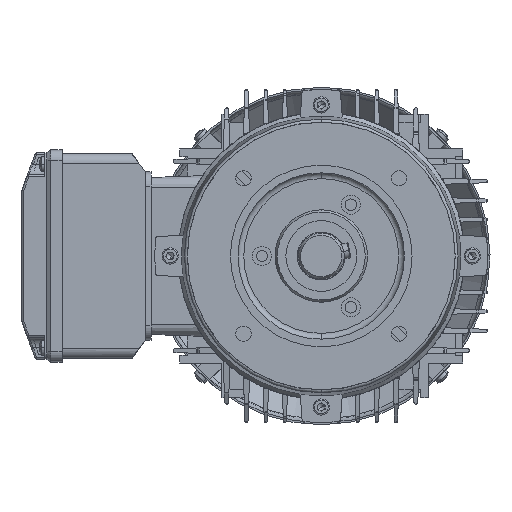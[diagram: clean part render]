
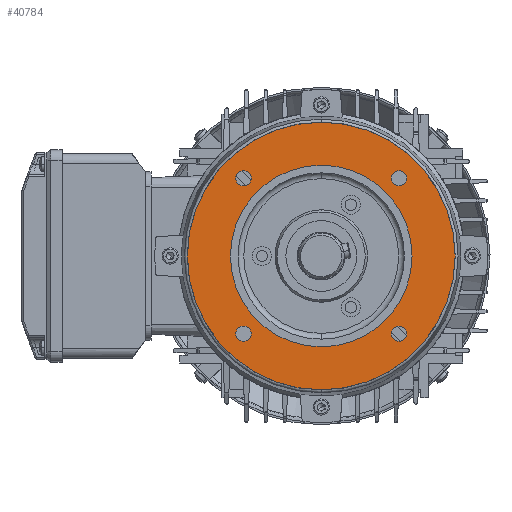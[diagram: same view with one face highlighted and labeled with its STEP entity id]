
A CAD part, left-side view. The second image highlights one B-rep face of the part: STEP entity #40784.
In plain terms, the highlighted planar face has unit normal (-1, 0, 0).
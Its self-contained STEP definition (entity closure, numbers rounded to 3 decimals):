
#656 = DIRECTION ( 'NONE',  ( 0., 0., -1. ) ) ;
#4008 = VERTEX_POINT ( 'NONE', #24741 ) ;
#5498 = ORIENTED_EDGE ( 'NONE', *, *, #41663, .F. ) ;
#5695 = VERTEX_POINT ( 'NONE', #51802 ) ;
#6855 = CARTESIAN_POINT ( 'NONE',  ( 3., 47.5, 0. ) ) ;
#6923 = VERTEX_POINT ( 'NONE', #109778 ) ;
#6942 = DIRECTION ( 'NONE',  ( 1., 0., 0. ) ) ;
#8319 = ORIENTED_EDGE ( 'NONE', *, *, #92504, .T. ) ;
#8402 = DIRECTION ( 'NONE',  ( 1., 0., 0. ) ) ;
#8830 = DIRECTION ( 'NONE',  ( -1., 0., 0. ) ) ;
#9161 = AXIS2_PLACEMENT_3D ( 'NONE', #6855, #14836, #58449 ) ;
#10694 = DIRECTION ( 'NONE',  ( 0., 0., 1. ) ) ;
#10819 = CIRCLE ( 'NONE', #61471, 70. ) ;
#10896 = EDGE_LOOP ( 'NONE', ( #42450, #69908 ) ) ;
#10934 = DIRECTION ( 'NONE',  ( 1., 0., 0. ) ) ;
#13745 = VERTEX_POINT ( 'NONE', #24437 ) ;
#14280 = DIRECTION ( 'NONE',  ( 1., 0., 0. ) ) ;
#14836 = DIRECTION ( 'NONE',  ( 1., 0., 0. ) ) ;
#16372 = CARTESIAN_POINT ( 'NONE',  ( 3., -40.659, -40.659 ) ) ;
#17156 = DIRECTION ( 'NONE',  ( 1., 0., 0. ) ) ;
#17571 = CARTESIAN_POINT ( 'NONE',  ( 3., 40.659, 44.659 ) ) ;
#17839 = DIRECTION ( 'NONE',  ( 0., 0., -1. ) ) ;
#18056 = VERTEX_POINT ( 'NONE', #36087 ) ;
#18896 = CARTESIAN_POINT ( 'NONE',  ( 3., 40.659, 40.659 ) ) ;
#19128 = ORIENTED_EDGE ( 'NONE', *, *, #89946, .T. ) ;
#19416 = EDGE_CURVE ( 'NONE', #6923, #5695, #105728, .T. ) ;
#23036 = VERTEX_POINT ( 'NONE', #61348 ) ;
#24437 = CARTESIAN_POINT ( 'NONE',  ( 3., -40.659, -36.659 ) ) ;
#24741 = CARTESIAN_POINT ( 'NONE',  ( 3., 0., 47.5 ) ) ;
#25638 = ORIENTED_EDGE ( 'NONE', *, *, #82188, .T. ) ;
#25640 = CARTESIAN_POINT ( 'NONE',  ( 3., -40.659, 40.659 ) ) ;
#26072 = DIRECTION ( 'NONE',  ( 0., 0., -1. ) ) ;
#27482 = EDGE_CURVE ( 'NONE', #23036, #61543, #10819, .T. ) ;
#27735 = DIRECTION ( 'NONE',  ( 1., 0., 0. ) ) ;
#29940 = VERTEX_POINT ( 'NONE', #99514 ) ;
#30449 = CIRCLE ( 'NONE', #104753, 4. ) ;
#32367 = EDGE_CURVE ( 'NONE', #76715, #4008, #76774, .T. ) ;
#32484 = DIRECTION ( 'NONE',  ( 0., 0., -1. ) ) ;
#32607 = CARTESIAN_POINT ( 'NONE',  ( 3., -40.659, 40.659 ) ) ;
#32868 = AXIS2_PLACEMENT_3D ( 'NONE', #59853, #8830, #60429 ) ;
#33721 = DIRECTION ( 'NONE',  ( 0., 0., 1. ) ) ;
#35176 = AXIS2_PLACEMENT_3D ( 'NONE', #68313, #65103, #33721 ) ;
#36087 = CARTESIAN_POINT ( 'NONE',  ( 3., 40.659, 36.659 ) ) ;
#37032 = AXIS2_PLACEMENT_3D ( 'NONE', #16372, #8402, #101973 ) ;
#38585 = CIRCLE ( 'NONE', #42186, 4. ) ;
#40321 = FACE_BOUND ( 'NONE', #10896, .T. ) ;
#40424 = CARTESIAN_POINT ( 'NONE',  ( 3., 40.659, -40.659 ) ) ;
#40563 = AXIS2_PLACEMENT_3D ( 'NONE', #32607, #104006, #17839 ) ;
#40784 = ADVANCED_FACE ( 'NONE', ( #110042, #85651, #40321, #68654, #66998, #100980 ), #68106, .F. ) ;
#41106 = CARTESIAN_POINT ( 'NONE',  ( 3., 40.659, -36.659 ) ) ;
#41663 = EDGE_CURVE ( 'NONE', #4008, #76715, #78206, .T. ) ;
#42186 = AXIS2_PLACEMENT_3D ( 'NONE', #18896, #10934, #45483 ) ;
#42450 = ORIENTED_EDGE ( 'NONE', *, *, #106784, .T. ) ;
#45257 = DIRECTION ( 'NONE',  ( -1., 0., 0. ) ) ;
#45298 = VERTEX_POINT ( 'NONE', #41106 ) ;
#45483 = DIRECTION ( 'NONE',  ( 0., 0., -1. ) ) ;
#47712 = EDGE_LOOP ( 'NONE', ( #85918, #54773 ) ) ;
#48360 = AXIS2_PLACEMENT_3D ( 'NONE', #61767, #27735, #26072 ) ;
#49861 = EDGE_CURVE ( 'NONE', #29940, #13745, #68385, .T. ) ;
#49866 = CARTESIAN_POINT ( 'NONE',  ( 3., 0., 0. ) ) ;
#51802 = CARTESIAN_POINT ( 'NONE',  ( 3., -40.659, 44.659 ) ) ;
#54773 = ORIENTED_EDGE ( 'NONE', *, *, #27482, .T. ) ;
#55790 = EDGE_LOOP ( 'NONE', ( #8319, #25638 ) ) ;
#58449 = DIRECTION ( 'NONE',  ( 0., 0., -1. ) ) ;
#59853 = CARTESIAN_POINT ( 'NONE',  ( 3., 0., 0. ) ) ;
#60336 = AXIS2_PLACEMENT_3D ( 'NONE', #97657, #14280, #65326 ) ;
#60429 = DIRECTION ( 'NONE',  ( 0., 0., 1. ) ) ;
#60578 = CIRCLE ( 'NONE', #37032, 4. ) ;
#61348 = CARTESIAN_POINT ( 'NONE',  ( 3., 0., -70. ) ) ;
#61471 = AXIS2_PLACEMENT_3D ( 'NONE', #49866, #84463, #69140 ) ;
#61543 = VERTEX_POINT ( 'NONE', #76315 ) ;
#61767 = CARTESIAN_POINT ( 'NONE',  ( 3., -40.659, -40.659 ) ) ;
#64890 = VERTEX_POINT ( 'NONE', #71649 ) ;
#65103 = DIRECTION ( 'NONE',  ( -1., 0., 0. ) ) ;
#65186 = DIRECTION ( 'NONE',  ( 1., 0., 0. ) ) ;
#65326 = DIRECTION ( 'NONE',  ( 0., 0., -1. ) ) ;
#65655 = EDGE_CURVE ( 'NONE', #61543, #23036, #69978, .T. ) ;
#66998 = FACE_BOUND ( 'NONE', #104755, .T. ) ;
#68106 = PLANE ( 'NONE',  #9161 ) ;
#68313 = CARTESIAN_POINT ( 'NONE',  ( 3., 0., 0. ) ) ;
#68385 = CIRCLE ( 'NONE', #48360, 4. ) ;
#68654 = FACE_BOUND ( 'NONE', #55790, .T. ) ;
#69140 = DIRECTION ( 'NONE',  ( 0., 0., 1. ) ) ;
#69908 = ORIENTED_EDGE ( 'NONE', *, *, #92506, .T. ) ;
#69978 = CIRCLE ( 'NONE', #84458, 70. ) ;
#71649 = CARTESIAN_POINT ( 'NONE',  ( 3., 40.659, -44.659 ) ) ;
#73391 = VERTEX_POINT ( 'NONE', #17571 ) ;
#76180 = ORIENTED_EDGE ( 'NONE', *, *, #32367, .F. ) ;
#76315 = CARTESIAN_POINT ( 'NONE',  ( 3., 0., 70. ) ) ;
#76715 = VERTEX_POINT ( 'NONE', #98475 ) ;
#76774 = CIRCLE ( 'NONE', #35176, 47.5 ) ;
#78206 = CIRCLE ( 'NONE', #32868, 47.5 ) ;
#78437 = ORIENTED_EDGE ( 'NONE', *, *, #49861, .T. ) ;
#78500 = CIRCLE ( 'NONE', #60336, 4. ) ;
#78981 = EDGE_LOOP ( 'NONE', ( #78437, #19128 ) ) ;
#82188 = EDGE_CURVE ( 'NONE', #73391, #18056, #99405, .T. ) ;
#83314 = CARTESIAN_POINT ( 'NONE',  ( 3., 40.659, 40.659 ) ) ;
#83780 = AXIS2_PLACEMENT_3D ( 'NONE', #40424, #6942, #32484 ) ;
#84458 = AXIS2_PLACEMENT_3D ( 'NONE', #86688, #45257, #10694 ) ;
#84463 = DIRECTION ( 'NONE',  ( -1., 0., 0. ) ) ;
#85651 = FACE_BOUND ( 'NONE', #78981, .T. ) ;
#85918 = ORIENTED_EDGE ( 'NONE', *, *, #65655, .T. ) ;
#86182 = EDGE_LOOP ( 'NONE', ( #93934, #108906 ) ) ;
#86688 = CARTESIAN_POINT ( 'NONE',  ( 3., 0., 0. ) ) ;
#87339 = CIRCLE ( 'NONE', #83780, 4. ) ;
#89946 = EDGE_CURVE ( 'NONE', #13745, #29940, #60578, .T. ) ;
#92504 = EDGE_CURVE ( 'NONE', #18056, #73391, #38585, .T. ) ;
#92506 = EDGE_CURVE ( 'NONE', #45298, #64890, #78500, .T. ) ;
#93934 = ORIENTED_EDGE ( 'NONE', *, *, #19416, .T. ) ;
#96045 = AXIS2_PLACEMENT_3D ( 'NONE', #83314, #65186, #107145 ) ;
#97657 = CARTESIAN_POINT ( 'NONE',  ( 3., 40.659, -40.659 ) ) ;
#98475 = CARTESIAN_POINT ( 'NONE',  ( 3., 0., -47.5 ) ) ;
#99405 = CIRCLE ( 'NONE', #96045, 4. ) ;
#99514 = CARTESIAN_POINT ( 'NONE',  ( 3., -40.659, -44.659 ) ) ;
#100980 = FACE_OUTER_BOUND ( 'NONE', #47712, .T. ) ;
#101300 = EDGE_CURVE ( 'NONE', #5695, #6923, #30449, .T. ) ;
#101973 = DIRECTION ( 'NONE',  ( 0., 0., -1. ) ) ;
#104006 = DIRECTION ( 'NONE',  ( 1., 0., 0. ) ) ;
#104753 = AXIS2_PLACEMENT_3D ( 'NONE', #25640, #17156, #656 ) ;
#104755 = EDGE_LOOP ( 'NONE', ( #5498, #76180 ) ) ;
#105728 = CIRCLE ( 'NONE', #40563, 4. ) ;
#106784 = EDGE_CURVE ( 'NONE', #64890, #45298, #87339, .T. ) ;
#107145 = DIRECTION ( 'NONE',  ( 0., 0., -1. ) ) ;
#108906 = ORIENTED_EDGE ( 'NONE', *, *, #101300, .T. ) ;
#109778 = CARTESIAN_POINT ( 'NONE',  ( 3., -40.659, 36.659 ) ) ;
#110042 = FACE_BOUND ( 'NONE', #86182, .T. ) ;
